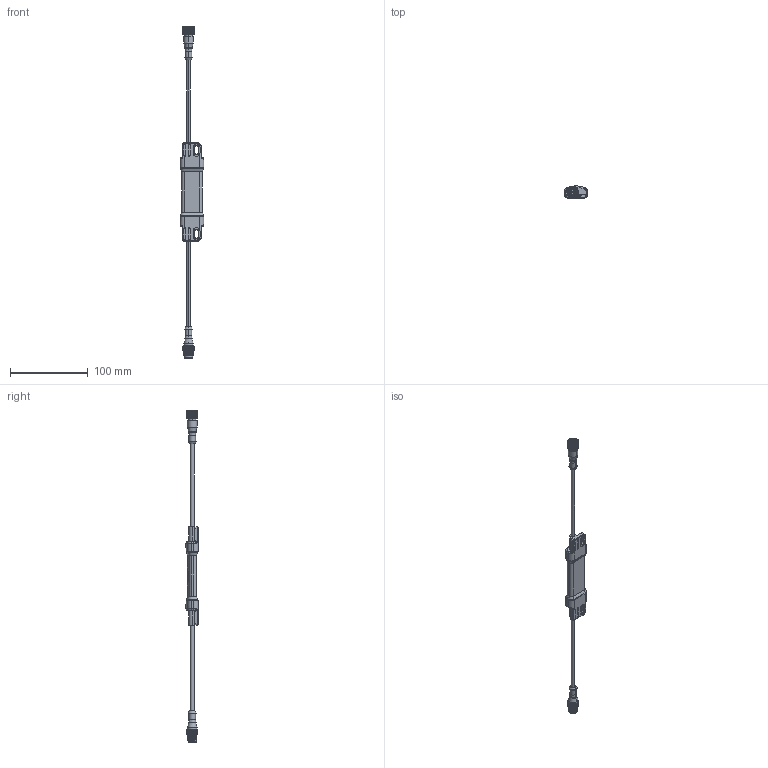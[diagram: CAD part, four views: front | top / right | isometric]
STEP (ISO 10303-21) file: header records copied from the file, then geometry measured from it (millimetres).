
FILE_DESCRIPTION((''),'2;1');
FILE_NAME('217469_ASM','2020-06-09T09:40:25',('PDMAdmin'),('BANNER ENGINEERING'),'CREO PARAMETRIC BY PTC INC, 2019292','CREO PARAMETRIC BY PTC INC, 2019292','');
FILE_SCHEMA(('CONFIG_CONTROL_DESIGN'));
Products named in the file (23): 196699; INLINE_SWITCH_EXTRUSION; 196751; WLS15_OVERMOLD_ENDCAP_INPUT; WLS15_OVERMOLD_ENDCAP_OUTPUT; 114466; 134203; 145997_HSG; 306-00249; 307-00176; 145997_ASM; 134568; 134569; 175283_150MM; 207238_150MM_ASM; 133273; 122361; 133395; 133394; 133398_ASM; 153395_ASM; 207236_150MM_ASM; 217469_ASM
Assembly tree (29 placements, depth 5):
  217469_ASM
    196699
    INLINE_SWITCH_EXTRUSION
    196751
    WLS15_OVERMOLD_ENDCAP_INPUT
    WLS15_OVERMOLD_ENDCAP_OUTPUT
    114466
    207238_150MM_ASM
      134203
      145997_ASM
        145997_HSG
        306-00249  x4
        307-00176
      134568
      134569
      175283_150MM
    207236_150MM_ASM
      153395_ASM
        133273
        122361
        133398_ASM
          133395
          133394  x4
      175283_150MM
Bounding box: 30.63 x 15.55 x 426.9 mm (x, y, z)
Volume: 33886.8 mm3; surface area: 41023.3 mm2
Topology: 24 solids, 24 shells, 6858 faces, 15299 edges, 8531 vertices
Faces by surface type: bspline 3942, cylinder 1712, plane 971, cone 112, torus 93, sphere 26, revolution 2
Entity records: 334951 total; most frequent: CARTESIAN_POINT 221849, ORIENTED_EDGE 29540, EDGE_CURVE 14770, DIRECTION 11560, B_SPLINE_CURVE_WITH_KNOTS 10437, VERTEX_POINT 8223, EDGE_LOOP 6751, FACE_OUTER_BOUND 6629
